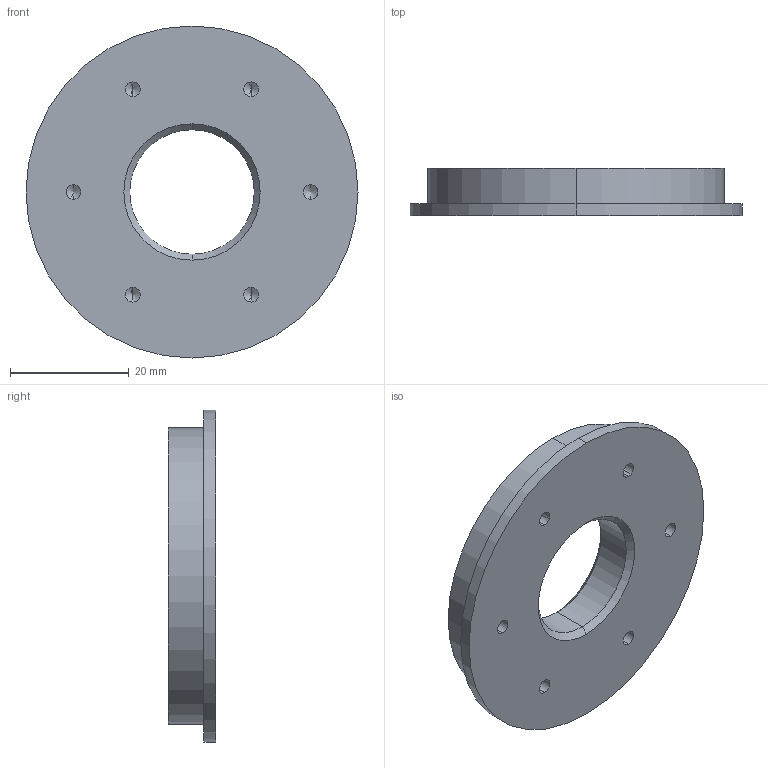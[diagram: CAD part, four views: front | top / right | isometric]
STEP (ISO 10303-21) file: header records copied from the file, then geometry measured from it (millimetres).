
FILE_DESCRIPTION (( 'STEP AP214' ), '1' );
FILE_NAME ('inner_base.STEP', '2025-01-20T17:48:54', ( '' ), ( '' ), 'SwSTEP 2.0', 'SolidWorks 2024', '' );
FILE_SCHEMA (( 'AUTOMOTIVE_DESIGN' ));
Length unit declared in the file: millimetre
Products named in the file (1): inner_base
Bounding box: 56 x 8 x 56 mm (x, y, z)
Volume: 13104.2 mm3; surface area: 6741.3 mm2
Topology: 1 solids, 1 shells, 78 faces, 185 edges, 107 vertices
Faces by surface type: cylinder 37, cone 28, plane 13
Entity records: 2172 total; most frequent: DIRECTION 423, CARTESIAN_POINT 353, ORIENTED_EDGE 334, AXIS2_PLACEMENT_3D 177, EDGE_CURVE 167, VERTEX_POINT 107, CIRCLE 98, EDGE_LOOP 96
